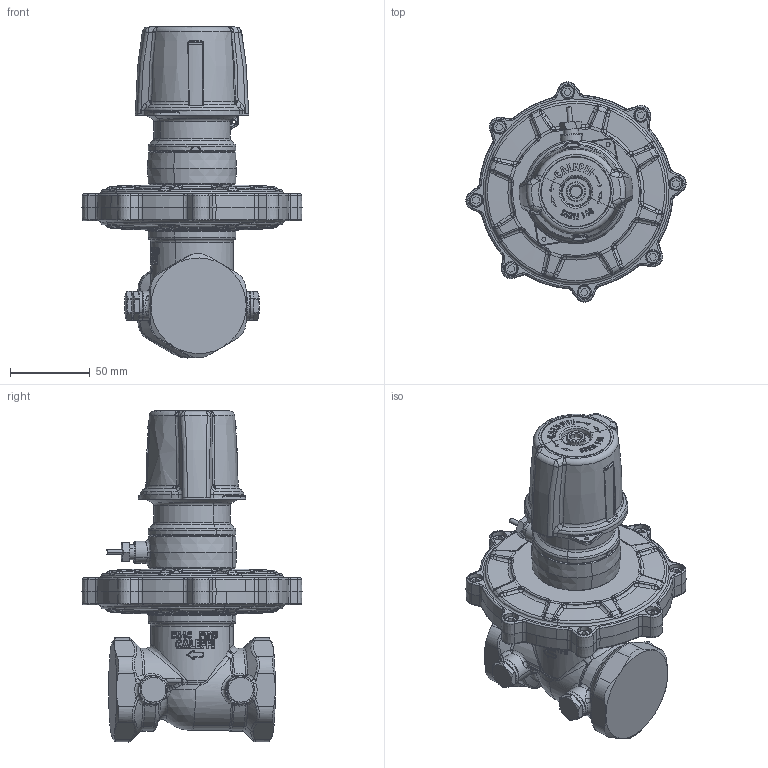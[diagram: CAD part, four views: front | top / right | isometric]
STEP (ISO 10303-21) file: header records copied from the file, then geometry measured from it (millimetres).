
FILE_DESCRIPTION(('CATIA V5 STEP Exchange','CAx-IF Rec.Pracs.--- Model Styling and Organization---1.4--- 2014-01-23','CAx-IF Rec.Pracs.---3D Tessellated Data Validation Properties---0.5---2014-09-14'),'2;1');
FILE_NAME('STEP_140380_-_TST.stp','2020-10-29T10:02:29+00:00',('none'),('none'),'CATIA Version 5-6 Release 2019 SP3','CATIA V5 STEP AP242 v1','none');
FILE_SCHEMA(('AP242_MANAGED_MODEL_BASED_3D_ENGINEERING_MIM_LF {1 0 10303 442 1 1 4}'));
Products named in the file (1): 140380 - TST
Bounding box: 138.12 x 138.12 x 208.38 mm (x, y, z)
Volume: 1000763.6 mm3; surface area: 163613.2 mm2
Topology: 24 solids, 24 shells, 3327 faces, 7919 edges, 4548 vertices
Faces by surface type: bspline 1583, plane 481, cylinder 468, torus 306, cone 282, sphere 160, extrusion 37, revolution 10
Entity records: 175941 total; most frequent: CARTESIAN_POINT 117222, ORIENTED_EDGE 15478, EDGE_CURVE 7739, DIRECTION 5579, B_SPLINE_CURVE_WITH_KNOTS 4736, VERTEX_POINT 4548, EDGE_LOOP 3471, ADVANCED_FACE 3327
